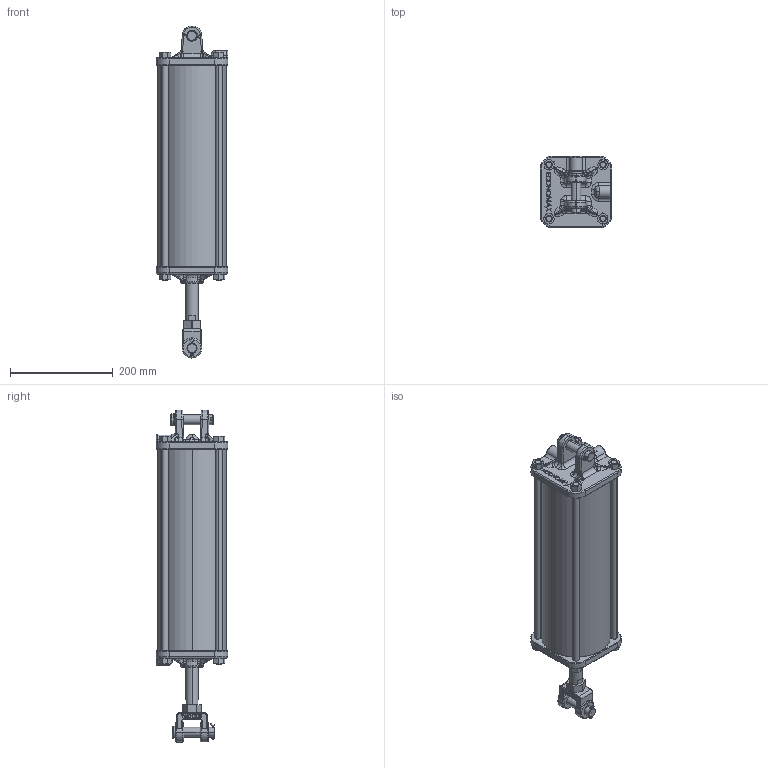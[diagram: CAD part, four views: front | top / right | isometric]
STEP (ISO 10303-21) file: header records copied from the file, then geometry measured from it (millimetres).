
FILE_DESCRIPTION (( 'STEP AP203' ), '1' );
FILE_NAME ('EA5S140D2N092NS.STEP', '2022-01-27T12:43:31', ( '' ), ( '' ), 'SwSTEP 2.0', 'SolidWorks 2021', '' );
FILE_SCHEMA (( 'CONFIG_CONTROL_DESIGN' ));
Length unit declared in the file: inch
Products named in the file (15): BDC-07M; 18cotter pin X .75; AT-5.25x5-17.75; PRN12075B5; 18cotter pin X 1.13; ZY-CP-290; APT50-0.75-16; 5409-06V; E5H  AS CAST RIBS MACHINED REV3; EA5S140D2N092NS; E5C AS CAST RIBS MACHINED REV3; SS-.5x17.5; 050-20HEXNUT
Assembly tree (25 placements, depth 3):
  EA5S140D2N092NS
    E5C AS CAST RIBS MACHINED REV3
    E5H  AS CAST RIBS MACHINED REV3
    APT50-0.75-16
    PRN12075B5
    AT-5.25x5-17.75
    SS-.5x17.5  x4
    050-20HEXNUT  x8
    BDC-07M
      BDC-07M
      ZY-CP-290
      18cotter pin X 1.13
    ZY-CP-290
      ZY-CP-290
      18cotter pin X .75
    5409-06V
Bounding box: 139.7 x 139.7 x 647.7 mm (x, y, z)
Volume: 2169663.3 mm3; surface area: 659575.3 mm2
Topology: 23 solids, 23 shells, 1647 faces, 3998 edges, 2463 vertices
Faces by surface type: cone 520, plane 425, bspline 287, cylinder 257, torus 153, sphere 5
Entity records: 61005 total; most frequent: CARTESIAN_POINT 33085, ORIENTED_EDGE 5720, DIRECTION 4998, EDGE_CURVE 2860, AXIS2_PLACEMENT_3D 1939, VERTEX_POINT 1750, EDGE_LOOP 1314, ADVANCED_FACE 1205
